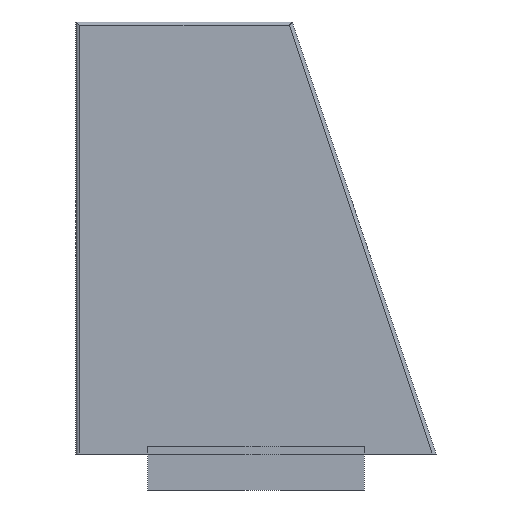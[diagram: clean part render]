
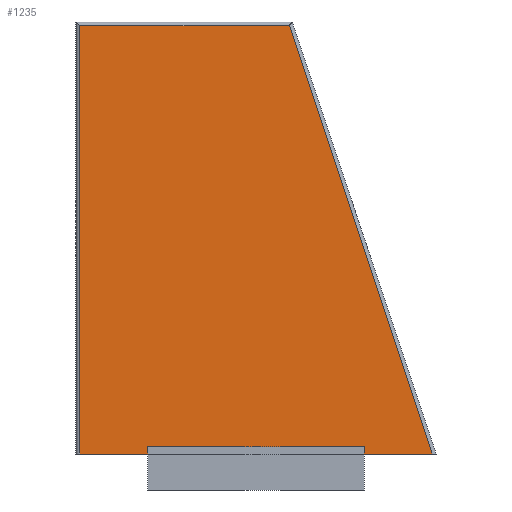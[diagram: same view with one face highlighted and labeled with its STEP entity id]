
A CAD part, front view. The second image highlights one B-rep face of the part: STEP entity #1235.
In plain terms, the highlighted planar face has unit normal (0, -1, 0).
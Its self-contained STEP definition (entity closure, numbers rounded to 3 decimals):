
#38=PLANE('',#1323);
#105=FACE_OUTER_BOUND('',#175,.T.);
#175=EDGE_LOOP('',(#898,#899,#900,#901,#902,#903,#904,#905));
#274=LINE('',#1727,#436);
#276=LINE('',#1733,#438);
#277=LINE('',#1737,#439);
#279=LINE('',#1743,#441);
#283=LINE('',#1751,#445);
#284=LINE('',#1753,#446);
#285=LINE('',#1755,#447);
#286=LINE('',#1756,#448);
#436=VECTOR('',#1402,10.);
#438=VECTOR('',#1408,10.);
#439=VECTOR('',#1413,10.);
#441=VECTOR('',#1419,10.);
#445=VECTOR('',#1425,10.);
#446=VECTOR('',#1426,10.);
#447=VECTOR('',#1427,10.);
#448=VECTOR('',#1428,10.);
#599=VERTEX_POINT('',#1724);
#600=VERTEX_POINT('',#1726);
#602=VERTEX_POINT('',#1732);
#603=VERTEX_POINT('',#1736);
#605=VERTEX_POINT('',#1742);
#608=VERTEX_POINT('',#1750);
#609=VERTEX_POINT('',#1752);
#610=VERTEX_POINT('',#1754);
#711=EDGE_CURVE('',#599,#600,#274,.T.);
#714=EDGE_CURVE('',#600,#602,#276,.T.);
#716=EDGE_CURVE('',#602,#603,#277,.T.);
#719=EDGE_CURVE('',#605,#603,#279,.T.);
#723=EDGE_CURVE('',#599,#608,#283,.T.);
#724=EDGE_CURVE('',#608,#609,#284,.T.);
#725=EDGE_CURVE('',#609,#610,#285,.T.);
#726=EDGE_CURVE('',#610,#605,#286,.T.);
#898=ORIENTED_EDGE('',*,*,#716,.F.);
#899=ORIENTED_EDGE('',*,*,#714,.F.);
#900=ORIENTED_EDGE('',*,*,#711,.F.);
#901=ORIENTED_EDGE('',*,*,#723,.T.);
#902=ORIENTED_EDGE('',*,*,#724,.T.);
#903=ORIENTED_EDGE('',*,*,#725,.T.);
#904=ORIENTED_EDGE('',*,*,#726,.T.);
#905=ORIENTED_EDGE('',*,*,#719,.T.);
#1235=ADVANCED_FACE('',(#105),#38,.T.);
#1323=AXIS2_PLACEMENT_3D('',#1749,#1423,#1424);
#1402=DIRECTION('',(0.,0.,1.));
#1408=DIRECTION('',(1.,0.,0.));
#1413=DIRECTION('',(0.316,0.,-0.949));
#1419=DIRECTION('',(1.,0.,0.));
#1423=DIRECTION('center_axis',(0.,-1.,0.));
#1424=DIRECTION('ref_axis',(0.,0.,-1.));
#1425=DIRECTION('',(1.,0.,0.));
#1426=DIRECTION('',(0.,0.,1.));
#1427=DIRECTION('',(1.,0.,0.));
#1428=DIRECTION('',(0.,0.,-1.));
#1724=CARTESIAN_POINT('',(-44.958,40.,309.875));
#1726=CARTESIAN_POINT('',(-44.958,40.,904.875));
#1727=CARTESIAN_POINT('',(-44.958,40.,759.875));
#1732=CARTESIAN_POINT('',(246.438,40.,904.875));
#1733=CARTESIAN_POINT('',(225.042,40.,904.875));
#1736=CARTESIAN_POINT('',(444.771,40.,309.875));
#1737=CARTESIAN_POINT('',(387.798,40.,480.794));
#1742=CARTESIAN_POINT('',(350.042,40.,309.875));
#1743=CARTESIAN_POINT('',(-49.958,40.,309.875));
#1749=CARTESIAN_POINT('Origin',(200.042,40.,609.875));
#1750=CARTESIAN_POINT('',(50.042,40.,309.875));
#1751=CARTESIAN_POINT('',(-49.958,40.,309.875));
#1752=CARTESIAN_POINT('',(50.042,40.,319.875));
#1753=CARTESIAN_POINT('',(50.042,40.,464.875));
#1754=CARTESIAN_POINT('',(350.042,40.,319.875));
#1755=CARTESIAN_POINT('',(275.042,40.,319.875));
#1756=CARTESIAN_POINT('',(350.042,40.,459.875));
